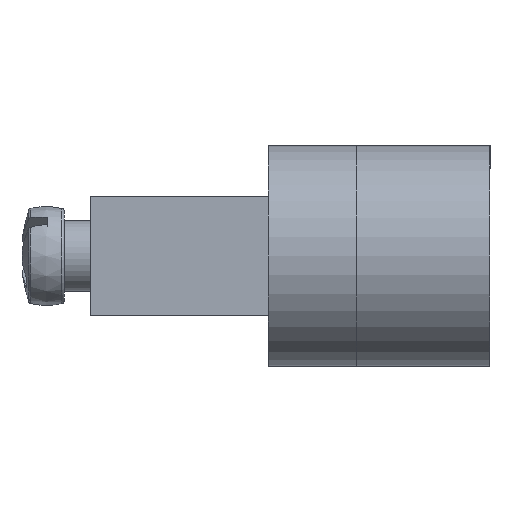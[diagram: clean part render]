
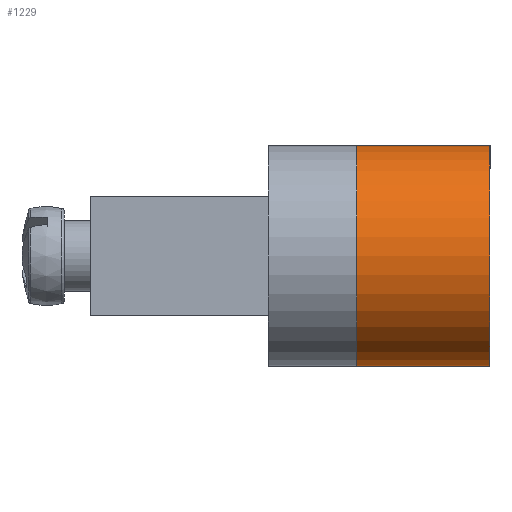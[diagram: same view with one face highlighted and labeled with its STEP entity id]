
A CAD part, left-side view. The second image highlights one B-rep face of the part: STEP entity #1229.
In plain terms, the highlighted cylindrical face has radius 7.5 mm (diameter 15 mm), a partial arc.
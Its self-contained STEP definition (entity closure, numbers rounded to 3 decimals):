
#108=LINE('',#2269,#154);
#113=LINE('',#2281,#159);
#154=VECTOR('',#1691,9.);
#159=VECTOR('',#1706,9.);
#333=CIRCLE('',#1371,7.5);
#334=CIRCLE('',#1373,7.5);
#404=FACE_OUTER_BOUND('',#527,.T.);
#527=EDGE_LOOP('',(#1059,#1060,#1061,#1062));
#658=VERTEX_POINT('',#2267);
#659=VERTEX_POINT('',#2268);
#660=VERTEX_POINT('',#2273);
#661=VERTEX_POINT('',#2277);
#793=EDGE_CURVE('',#658,#659,#108,.T.);
#796=EDGE_CURVE('',#660,#659,#333,.T.);
#799=EDGE_CURVE('',#658,#661,#334,.T.);
#800=EDGE_CURVE('',#661,#660,#113,.T.);
#1059=ORIENTED_EDGE('',*,*,#799,.T.);
#1060=ORIENTED_EDGE('',*,*,#800,.T.);
#1061=ORIENTED_EDGE('',*,*,#796,.T.);
#1062=ORIENTED_EDGE('',*,*,#793,.F.);
#1130=CYLINDRICAL_SURFACE('',#1375,7.5);
#1229=ADVANCED_FACE('',(#404),#1130,.T.);
#1371=AXIS2_PLACEMENT_3D('',#2274,#1696,#1697);
#1373=AXIS2_PLACEMENT_3D('',#2279,#1702,#1703);
#1375=AXIS2_PLACEMENT_3D('',#2282,#1707,#1708);
#1691=DIRECTION('',(0.,1.,0.));
#1696=DIRECTION('center_axis',(0.,-1.,0.));
#1697=DIRECTION('ref_axis',(0.,0.,
1.));
#1702=DIRECTION('center_axis',(0.,1.,0.));
#1703=DIRECTION('ref_axis',(0.,0.,1.));
#1706=DIRECTION('',(0.,1.,0.));
#1707=DIRECTION('center_axis',(0.,1.,0.));
#1708=DIRECTION('ref_axis',(0.,0.,1.));
#2267=CARTESIAN_POINT('',(7.,0.,7.5));
#2268=CARTESIAN_POINT('',(7.,9.,7.5));
#2269=CARTESIAN_POINT('',(7.,-10.607,7.5));
#2273=CARTESIAN_POINT('',(7.,9.,-7.5));
#2274=CARTESIAN_POINT('Origin',(7.,9.,0.));
#2277=CARTESIAN_POINT('',(7.,0.,-7.5));
#2279=CARTESIAN_POINT('Origin',(7.,0.,0.));
#2281=CARTESIAN_POINT('',(7.,-10.607,-7.5));
#2282=CARTESIAN_POINT('Origin',(7.,-10.607,0.));
